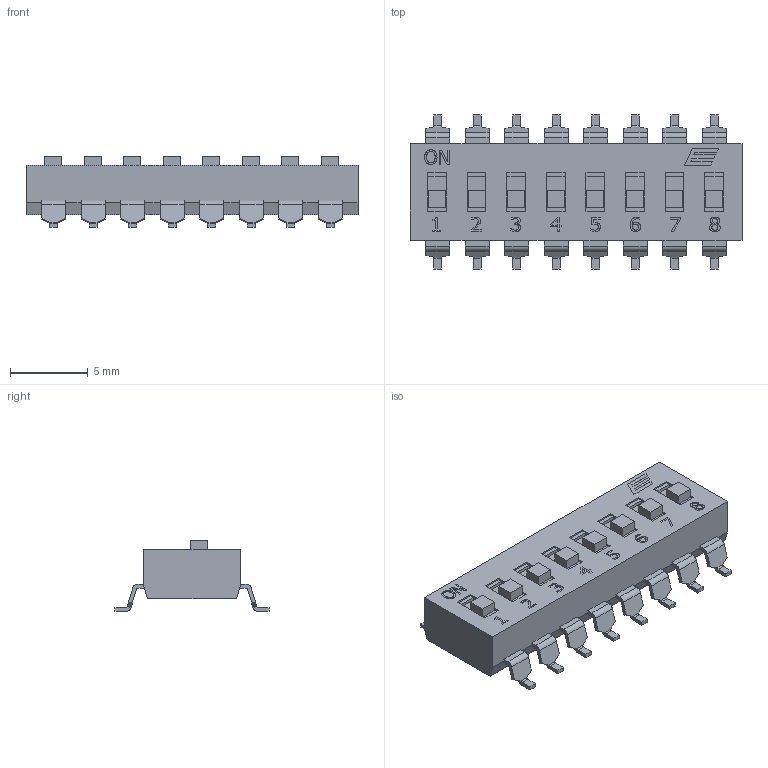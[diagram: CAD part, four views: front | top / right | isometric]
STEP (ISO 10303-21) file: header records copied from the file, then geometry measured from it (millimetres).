
FILE_DESCRIPTION(/* description */ (''),/* implementation_level */ '2;1');
FILE_NAME(/* name */ 'KAG08LGGx.stp',/* time_stamp */ '2023-11-29T11:02:53-06:00',/* author */ ('mroman'),/* organization */ (''),/* preprocessor_version */ 'ST-DEVELOPER v18.1',/* originating_system */ 'Autodesk Inventor 2022',/* authorisation */ '');
FILE_SCHEMA (('AUTOMOTIVE_DESIGN { 1 0 10303 214 3 1 1 }'));
Length unit declared in the file: millimetre
Products named in the file (1): KAG08LGGx
Bounding box: 21.32 x 9.9 x 4.55 mm (x, y, z)
Volume: 433.8 mm3; surface area: 599.6 mm2
Topology: 1 solids, 1 shells, 590 faces, 1612 edges, 1048 vertices
Faces by surface type: plane 430, bspline 96, cylinder 64
Entity records: 19188 total; most frequent: CARTESIAN_POINT 4786, ORIENTED_EDGE 3224, DIRECTION 2538, EDGE_CURVE 1612, LINE 1292, VECTOR 1292, VERTEX_POINT 1048, AXIS2_PLACEMENT_3D 623
